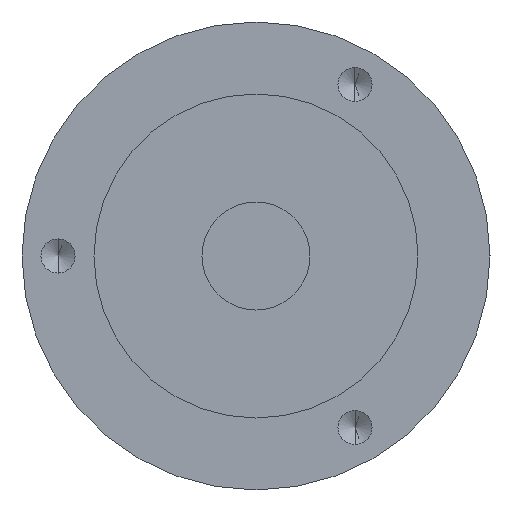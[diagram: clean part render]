
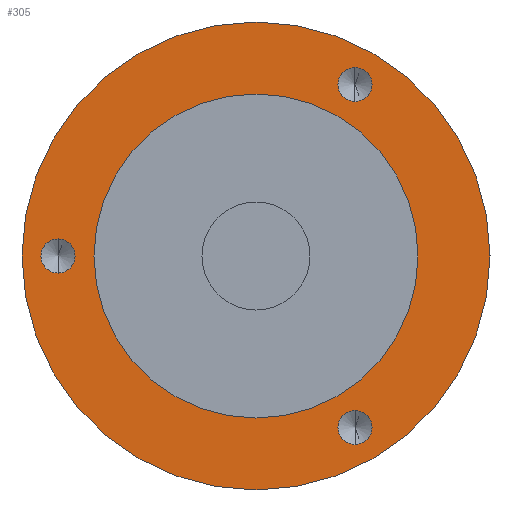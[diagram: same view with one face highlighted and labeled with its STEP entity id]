
A CAD part, left-side view. The second image highlights one B-rep face of the part: STEP entity #305.
In plain terms, the highlighted planar face has unit normal (-1, 0, 0).
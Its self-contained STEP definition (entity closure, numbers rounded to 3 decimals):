
#30 = AXIS2_PLACEMENT_3D ( 'NONE', #1907, #1732, #704 ) ;
#41 = FACE_OUTER_BOUND ( 'NONE', #465, .T. ) ;
#71 = DIRECTION ( 'NONE',  ( -1., 0., 0. ) ) ;
#112 = CIRCLE ( 'NONE', #966, 0.475 ) ;
#180 = ORIENTED_EDGE ( 'NONE', *, *, #625, .F. ) ;
#185 = EDGE_CURVE ( 'NONE', #969, #1189, #609, .T. ) ;
#186 = DIRECTION ( 'NONE',  ( 0., 0., 1. ) ) ;
#200 = AXIS2_PLACEMENT_3D ( 'NONE', #477, #820, #2013 ) ;
#230 = AXIS2_PLACEMENT_3D ( 'NONE', #1699, #1013, #685 ) ;
#235 = EDGE_CURVE ( 'NONE', #1756, #405, #2145, .T. ) ;
#248 = DIRECTION ( 'NONE',  ( 0., 0., 1. ) ) ;
#252 = AXIS2_PLACEMENT_3D ( 'NONE', #1224, #1903, #881 ) ;
#255 = ORIENTED_EDGE ( 'NONE', *, *, #2177, .F. ) ;
#305 = ADVANCED_FACE ( 'NONE', ( #1405, #385, #2137, #1753, #41 ), #1188, .T. ) ;
#308 = DIRECTION ( 'NONE',  ( 0., 0., -1. ) ) ;
#385 = FACE_BOUND ( 'NONE', #1881, .T. ) ;
#405 = VERTEX_POINT ( 'NONE', #1951 ) ;
#407 = EDGE_CURVE ( 'NONE', #1748, #1383, #1115, .T. ) ;
#410 = DIRECTION ( 'NONE',  ( -1., 0., 0. ) ) ;
#411 = CARTESIAN_POINT ( 'NONE',  ( 6.1, -2.75, 4.763 ) ) ;
#424 = DIRECTION ( 'NONE',  ( 0., 0., 1. ) ) ;
#449 = CARTESIAN_POINT ( 'NONE',  ( 6.1, -2.75, 5.238 ) ) ;
#465 = EDGE_LOOP ( 'NONE', ( #1959, #844 ) ) ;
#467 = VERTEX_POINT ( 'NONE', #1985 ) ;
#477 = CARTESIAN_POINT ( 'NONE',  ( 6.1, 5.5, 0. ) ) ;
#519 = DIRECTION ( 'NONE',  ( -1., 0., 0. ) ) ;
#529 = EDGE_LOOP ( 'NONE', ( #742, #810 ) ) ;
#608 = CARTESIAN_POINT ( 'NONE',  ( 6.1, 0., -6.5 ) ) ;
#609 = CIRCLE ( 'NONE', #200, 0.475 ) ;
#625 = EDGE_CURVE ( 'NONE', #1383, #1748, #724, .T. ) ;
#647 = CARTESIAN_POINT ( 'NONE',  ( 6.1, 0., 0. ) ) ;
#685 = DIRECTION ( 'NONE',  ( 0., 0., 1. ) ) ;
#704 = DIRECTION ( 'NONE',  ( 0., 0., -1. ) ) ;
#710 = EDGE_CURVE ( 'NONE', #405, #1756, #2184, .T. ) ;
#724 = CIRCLE ( 'NONE', #1745, 0.475 ) ;
#738 = AXIS2_PLACEMENT_3D ( 'NONE', #887, #1051, #1595 ) ;
#742 = ORIENTED_EDGE ( 'NONE', *, *, #185, .F. ) ;
#770 = CARTESIAN_POINT ( 'NONE',  ( 6.1, 5.5, 0.475 ) ) ;
#810 = ORIENTED_EDGE ( 'NONE', *, *, #930, .F. ) ;
#820 = DIRECTION ( 'NONE',  ( -1., 0., 0. ) ) ;
#844 = ORIENTED_EDGE ( 'NONE', *, *, #1376, .F. ) ;
#881 = DIRECTION ( 'NONE',  ( 0., 0., 1. ) ) ;
#883 = VERTEX_POINT ( 'NONE', #449 ) ;
#887 = CARTESIAN_POINT ( 'NONE',  ( 6.1, 0., 0. ) ) ;
#900 = CARTESIAN_POINT ( 'NONE',  ( 6.1, 0., 6.5 ) ) ;
#928 = EDGE_CURVE ( 'NONE', #467, #883, #1742, .T. ) ;
#930 = EDGE_CURVE ( 'NONE', #1189, #969, #112, .T. ) ;
#966 = AXIS2_PLACEMENT_3D ( 'NONE', #1448, #71, #248 ) ;
#969 = VERTEX_POINT ( 'NONE', #770 ) ;
#992 = AXIS2_PLACEMENT_3D ( 'NONE', #647, #1996, #308 ) ;
#996 = CARTESIAN_POINT ( 'NONE',  ( 6.1, -2.75, -4.288 ) ) ;
#999 = AXIS2_PLACEMENT_3D ( 'NONE', #2122, #410, #1114 ) ;
#1013 = DIRECTION ( 'NONE',  ( -1., 0., 0. ) ) ;
#1051 = DIRECTION ( 'NONE',  ( 1., 0., 0. ) ) ;
#1053 = AXIS2_PLACEMENT_3D ( 'NONE', #411, #1123, #424 ) ;
#1071 = CARTESIAN_POINT ( 'NONE',  ( 6.1, 5.5, -0.475 ) ) ;
#1083 = ORIENTED_EDGE ( 'NONE', *, *, #928, .F. ) ;
#1114 = DIRECTION ( 'NONE',  ( 0., 0., 1. ) ) ;
#1115 = CIRCLE ( 'NONE', #999, 0.475 ) ;
#1123 = DIRECTION ( 'NONE',  ( -1., 0., 0. ) ) ;
#1166 = CARTESIAN_POINT ( 'NONE',  ( 6.1, 0., 0. ) ) ;
#1173 = EDGE_CURVE ( 'NONE', #1644, #1489, #2071, .T. ) ;
#1174 = DIRECTION ( 'NONE',  ( 0., 0., -1. ) ) ;
#1188 = PLANE ( 'NONE',  #230 ) ;
#1189 = VERTEX_POINT ( 'NONE', #1071 ) ;
#1214 = ORIENTED_EDGE ( 'NONE', *, *, #235, .T. ) ;
#1224 = CARTESIAN_POINT ( 'NONE',  ( 6.1, -2.75, 4.763 ) ) ;
#1302 = AXIS2_PLACEMENT_3D ( 'NONE', #1166, #1829, #1174 ) ;
#1311 = CIRCLE ( 'NONE', #992, 6.5 ) ;
#1376 = EDGE_CURVE ( 'NONE', #1489, #1644, #1311, .T. ) ;
#1383 = VERTEX_POINT ( 'NONE', #996 ) ;
#1405 = FACE_BOUND ( 'NONE', #529, .T. ) ;
#1448 = CARTESIAN_POINT ( 'NONE',  ( 6.1, 5.5, 0. ) ) ;
#1489 = VERTEX_POINT ( 'NONE', #900 ) ;
#1538 = CARTESIAN_POINT ( 'NONE',  ( 6.1, -2.75, -5.238 ) ) ;
#1544 = CARTESIAN_POINT ( 'NONE',  ( 6.1, -2.75, -4.763 ) ) ;
#1595 = DIRECTION ( 'NONE',  ( 0., 0., -1. ) ) ;
#1644 = VERTEX_POINT ( 'NONE', #608 ) ;
#1699 = CARTESIAN_POINT ( 'NONE',  ( 6.1, 4.5, 0. ) ) ;
#1732 = DIRECTION ( 'NONE',  ( 1., 0., 0. ) ) ;
#1742 = CIRCLE ( 'NONE', #1053, 0.475 ) ;
#1745 = AXIS2_PLACEMENT_3D ( 'NONE', #1544, #519, #186 ) ;
#1748 = VERTEX_POINT ( 'NONE', #1538 ) ;
#1753 = FACE_BOUND ( 'NONE', #1885, .T. ) ;
#1756 = VERTEX_POINT ( 'NONE', #2144 ) ;
#1829 = DIRECTION ( 'NONE',  ( 1., 0., 0. ) ) ;
#1881 = EDGE_LOOP ( 'NONE', ( #180, #2112 ) ) ;
#1885 = EDGE_LOOP ( 'NONE', ( #1214, #2130 ) ) ;
#1903 = DIRECTION ( 'NONE',  ( -1., 0., 0. ) ) ;
#1907 = CARTESIAN_POINT ( 'NONE',  ( 6.1, 0., 0. ) ) ;
#1943 = CIRCLE ( 'NONE', #252, 0.475 ) ;
#1951 = CARTESIAN_POINT ( 'NONE',  ( 6.1, 0., 4.5 ) ) ;
#1959 = ORIENTED_EDGE ( 'NONE', *, *, #1173, .F. ) ;
#1983 = EDGE_LOOP ( 'NONE', ( #255, #1083 ) ) ;
#1985 = CARTESIAN_POINT ( 'NONE',  ( 6.1, -2.75, 4.288 ) ) ;
#1996 = DIRECTION ( 'NONE',  ( 1., 0., 0. ) ) ;
#2013 = DIRECTION ( 'NONE',  ( 0., 0., 1. ) ) ;
#2071 = CIRCLE ( 'NONE', #30, 6.5 ) ;
#2112 = ORIENTED_EDGE ( 'NONE', *, *, #407, .F. ) ;
#2122 = CARTESIAN_POINT ( 'NONE',  ( 6.1, -2.75, -4.763 ) ) ;
#2130 = ORIENTED_EDGE ( 'NONE', *, *, #710, .T. ) ;
#2137 = FACE_BOUND ( 'NONE', #1983, .T. ) ;
#2144 = CARTESIAN_POINT ( 'NONE',  ( 6.1, 0., -4.5 ) ) ;
#2145 = CIRCLE ( 'NONE', #1302, 4.5 ) ;
#2177 = EDGE_CURVE ( 'NONE', #883, #467, #1943, .T. ) ;
#2184 = CIRCLE ( 'NONE', #738, 4.5 ) ;
